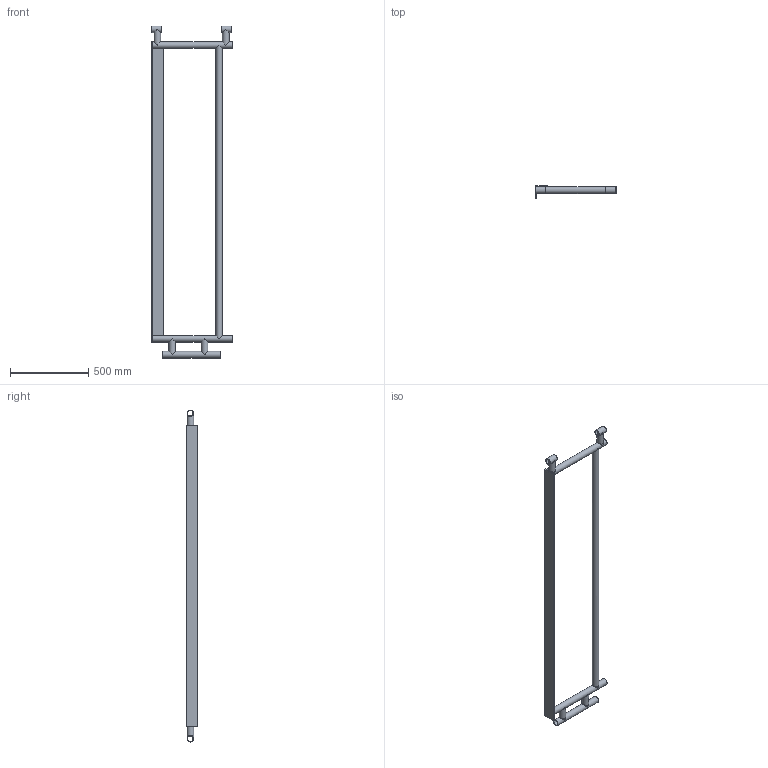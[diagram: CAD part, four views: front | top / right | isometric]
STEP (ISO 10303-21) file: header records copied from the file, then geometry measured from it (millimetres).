
FILE_DESCRIPTION(/* description */ (''),/* implementation_level */ '2;1');
FILE_NAME(/* name */ 'GE-17331_ASM_16_ASM.stp',/* time_stamp */ '2017-01-08T14:15:01-05:00',/* author */ ('jeff1'),/* organization */ (''),/* preprocessor_version */ 'ST-DEVELOPER v16.5',/* originating_system */ 'Autodesk Inventor 2017',/* authorisation */ '');
FILE_SCHEMA (('AUTOMOTIVE_DESIGN { 1 0 10303 214 3 1 1 }'));
Length unit declared in the file: inch
Products named in the file (7): GE-17331_ASM_16_ASM; GE-17331-1_10; GE-17331-2_3; GE-17331-4_3; GE-17331-3_3; GE-17331-5_3; GE-17331-6_3
Assembly tree (11 placements, depth 2):
  GE-17331_ASM_16_ASM
    GE-17331-1_10
    GE-17331-2_3  x2
    GE-17331-3_3  x4
    GE-17331-4_3
    GE-17331-5_3  x2
    GE-17331-6_3
Bounding box: 514.35 x 76.2 x 2124.96 mm (x, y, z)
Volume: 3462850.9 mm3; surface area: 1481109.9 mm2
Topology: 11 solids, 11 shells, 48 faces, 97 edges, 71 vertices
Faces by surface type: cylinder 30, plane 18
Full cylindrical faces by diameter (mm): 34.544 x10, 42.164 x10
Entity records: 1172 total; most frequent: CARTESIAN_POINT 388, DIRECTION 150, ORIENTED_EDGE 86, AXIS2_PLACEMENT_3D 66, EDGE_LOOP 48, EDGE_CURVE 43, VERTEX_POINT 37, FACE_OUTER_BOUND 28
